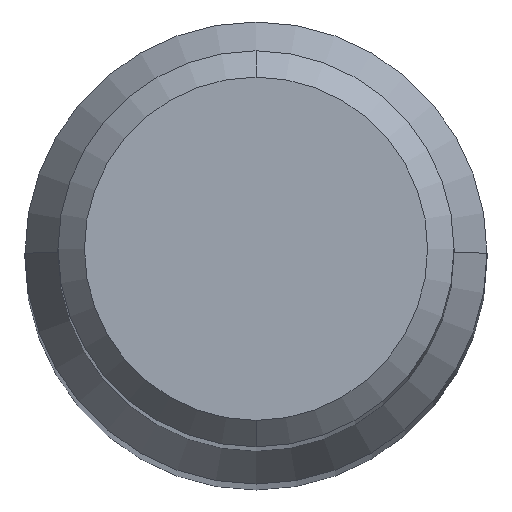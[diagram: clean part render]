
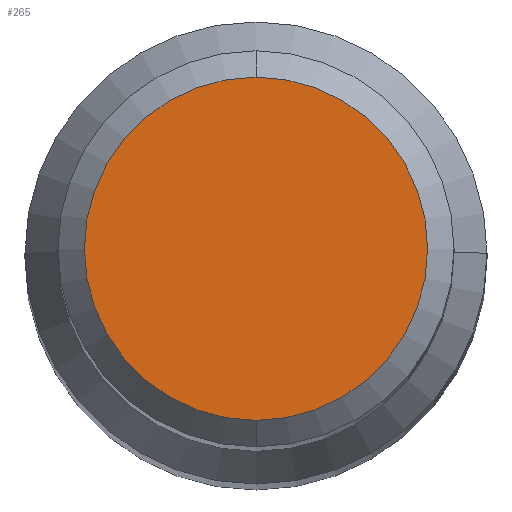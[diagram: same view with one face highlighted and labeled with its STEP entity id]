
A CAD part, top view. The second image highlights one B-rep face of the part: STEP entity #265.
In plain terms, the highlighted planar face has unit normal (0, 0, 1).
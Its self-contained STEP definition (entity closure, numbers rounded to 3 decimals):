
#185=VERTEX_POINT('',#494);
#231=VERTEX_POINT('',#544);
#265=ADVANCED_FACE('',(#581),#582,.T.);
#301=EDGE_CURVE('',#231,#185,#622,.T.);
#343=EDGE_CURVE('',#185,#231,#670,.T.);
#494=CARTESIAN_POINT('',(0.,-2.6,0.0));
#544=CARTESIAN_POINT('',(0.0,2.6,0.0));
#581=FACE_OUTER_BOUND('',#1003,.T.);
#582=PLANE('',#1004);
#622=CIRCLE('',#1116,2.6);
#670=CIRCLE('',#1204,2.6);
#1003=EDGE_LOOP('',(#1533,#1534));
#1004=AXIS2_PLACEMENT_3D('',#1535,#1536,#1537);
#1116=AXIS2_PLACEMENT_3D('',#1578,#1579,#1580);
#1204=AXIS2_PLACEMENT_3D('',#1657,#1658,#1659);
#1533=ORIENTED_EDGE('',*,*,#301,.F.);
#1534=ORIENTED_EDGE('',*,*,#343,.F.);
#1535=CARTESIAN_POINT('',(0.0,1.3,0.0));
#1536=DIRECTION('',(-0.0,0.0,1.0));
#1537=DIRECTION('',(0.0,-1.0,0.0));
#1578=CARTESIAN_POINT('',(0.0,0.0,0.0));
#1579=DIRECTION('',(0.0,0.0,-1.0));
#1580=DIRECTION('',(0.0,1.0,0.0));
#1657=CARTESIAN_POINT('',(0.0,0.0,0.0));
#1658=DIRECTION('',(0.0,0.0,-1.0));
#1659=DIRECTION('',(0.0,1.0,0.0));
